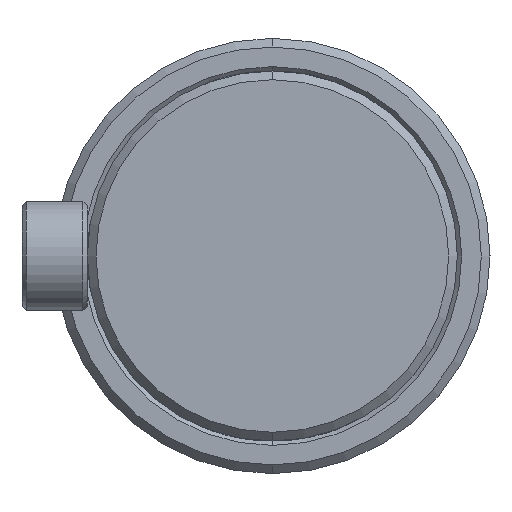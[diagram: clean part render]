
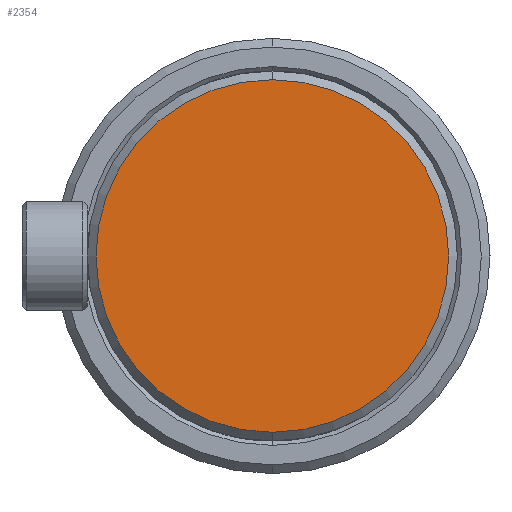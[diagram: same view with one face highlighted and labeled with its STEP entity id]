
A CAD part, left-side view. The second image highlights one B-rep face of the part: STEP entity #2354.
In plain terms, the highlighted planar face has unit normal (-1, 0, 0).
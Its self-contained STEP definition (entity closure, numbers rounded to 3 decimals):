
#186 = VERTEX_POINT ( 'NONE', #1299 ) ;
#225 = AXIS2_PLACEMENT_3D ( 'NONE', #1577, #2765, #2899 ) ;
#311 = VERTEX_POINT ( 'NONE', #1535 ) ;
#312 = ORIENTED_EDGE ( 'NONE', *, *, #1265, .T. ) ;
#354 = DIRECTION ( 'NONE',  ( 1., 0., 0. ) ) ;
#615 = CIRCLE ( 'NONE', #225, 40.5 ) ;
#704 = DIRECTION ( 'NONE',  ( 0., 0., -1. ) ) ;
#835 = EDGE_CURVE ( 'NONE', #186, #311, #615, .T. ) ;
#1109 = AXIS2_PLACEMENT_3D ( 'NONE', #2346, #354, #3002 ) ;
#1265 = EDGE_CURVE ( 'NONE', #311, #186, #2667, .T. ) ;
#1299 = CARTESIAN_POINT ( 'NONE',  ( -58., 0., 40.5 ) ) ;
#1426 = DIRECTION ( 'NONE',  ( -1., 0., 0. ) ) ;
#1535 = CARTESIAN_POINT ( 'NONE',  ( -58., 0., -40.5 ) ) ;
#1577 = CARTESIAN_POINT ( 'NONE',  ( -58., 0., 0. ) ) ;
#1660 = CARTESIAN_POINT ( 'NONE',  ( -58., 0., 0. ) ) ;
#2012 = AXIS2_PLACEMENT_3D ( 'NONE', #1660, #1426, #704 ) ;
#2346 = CARTESIAN_POINT ( 'NONE',  ( -58., 42.5, 0. ) ) ;
#2354 = ADVANCED_FACE ( 'NONE', ( #2537 ), #2652, .F. ) ;
#2523 = ORIENTED_EDGE ( 'NONE', *, *, #835, .T. ) ;
#2537 = FACE_OUTER_BOUND ( 'NONE', #3047, .T. ) ;
#2652 = PLANE ( 'NONE',  #1109 ) ;
#2667 = CIRCLE ( 'NONE', #2012, 40.5 ) ;
#2765 = DIRECTION ( 'NONE',  ( -1., 0., 0. ) ) ;
#2899 = DIRECTION ( 'NONE',  ( 0., 0., -1. ) ) ;
#3002 = DIRECTION ( 'NONE',  ( 0., 0., -1. ) ) ;
#3047 = EDGE_LOOP ( 'NONE', ( #312, #2523 ) ) ;
